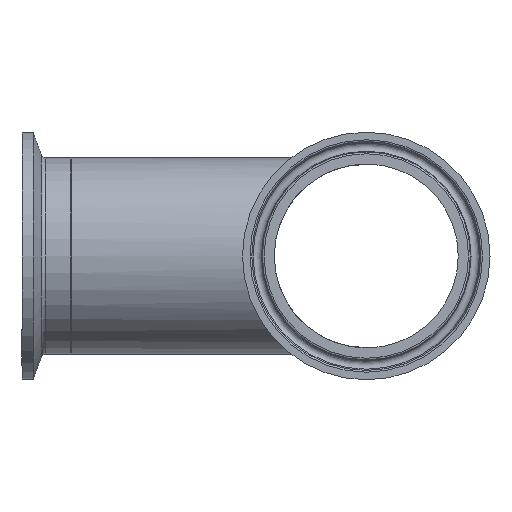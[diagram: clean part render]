
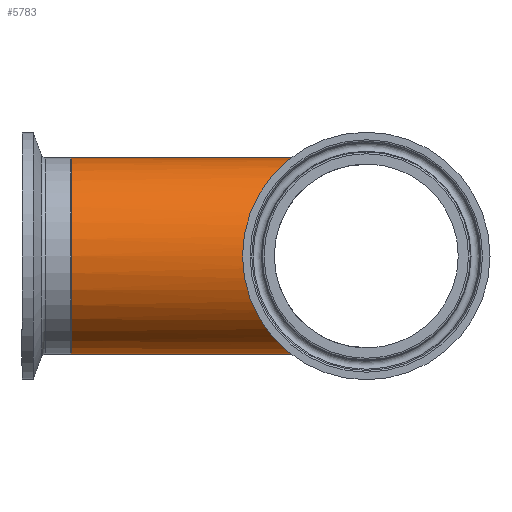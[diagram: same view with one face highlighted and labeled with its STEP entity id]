
A CAD part, left-side view. The second image highlights one B-rep face of the part: STEP entity #5783.
In plain terms, the highlighted cylindrical face has radius 25.4 mm (diameter 50.8 mm), a full revolution.
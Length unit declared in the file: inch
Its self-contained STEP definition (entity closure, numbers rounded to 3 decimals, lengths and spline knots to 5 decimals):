
#64=ELLIPSE('',#6095,1.41421,1.);
#65=ELLIPSE('',#6096,1.41421,1.);
#106=FACE_BOUND('',#1077,.T.);
#710=FACE_OUTER_BOUND('',#1076,.T.);
#1076=EDGE_LOOP('',(#5271,#5272));
#1077=EDGE_LOOP('',(#5273));
#2289=CIRCLE('',#6108,1.);
#2849=VERTEX_POINT('',#12428);
#2850=VERTEX_POINT('',#12429);
#2854=VERTEX_POINT('',#12446);
#3672=EDGE_CURVE('',#2849,#2850,#64,.T.);
#3673=EDGE_CURVE('',#2850,#2849,#65,.T.);
#3677=EDGE_CURVE('',#2854,#2854,#2289,.T.);
#5271=ORIENTED_EDGE('',*,*,#3673,.F.);
#5272=ORIENTED_EDGE('',*,*,#3672,.F.);
#5273=ORIENTED_EDGE('',*,*,#3677,.F.);
#5402=CYLINDRICAL_SURFACE('',#6117,1.);
#5783=ADVANCED_FACE('',(#710,#106),#5402,.T.);
#6095=AXIS2_PLACEMENT_3D('',#12430,#7103,#7104);
#6096=AXIS2_PLACEMENT_3D('',#12431,#7105,#7106);
#6108=AXIS2_PLACEMENT_3D('',#12447,#7129,#7130);
#6117=AXIS2_PLACEMENT_3D('',#12461,#7147,#7148);
#7103=DIRECTION('center_axis',(0.707,-0.707,0.));
#7104=DIRECTION('ref_axis',(-0.707,-0.707,0.));
#7105=DIRECTION('center_axis',(-0.707,-0.707,0.));
#7106=DIRECTION('ref_axis',(-0.707,0.707,0.));
#7129=DIRECTION('center_axis',(0.,1.,0.));
#7130=DIRECTION('ref_axis',(1.,0.,0.));
#7147=DIRECTION('center_axis',(0.,1.,0.));
#7148=DIRECTION('ref_axis',(-1.,0.,0.));
#12428=CARTESIAN_POINT('',(0.,0.,
-1.));
#12429=CARTESIAN_POINT('',(0.,0.,
1.));
#12430=CARTESIAN_POINT('Origin',(0.,0.,
0.));
#12431=CARTESIAN_POINT('Origin',(0.,0.,
0.));
#12446=CARTESIAN_POINT('',(-1.,3.,0.));
#12447=CARTESIAN_POINT('Origin',(0.,3.,0.));
#12461=CARTESIAN_POINT('Origin',(0.,1.5,0.));
